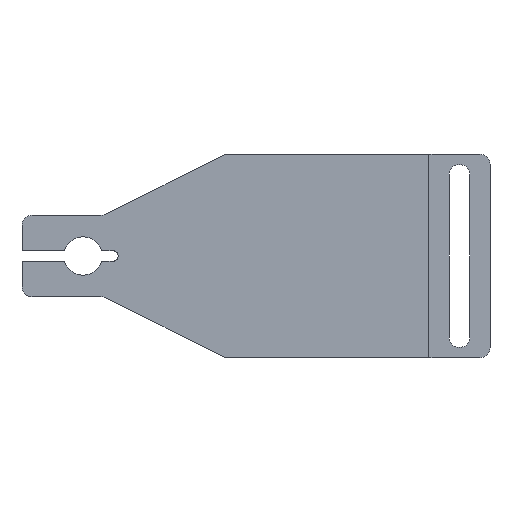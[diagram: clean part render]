
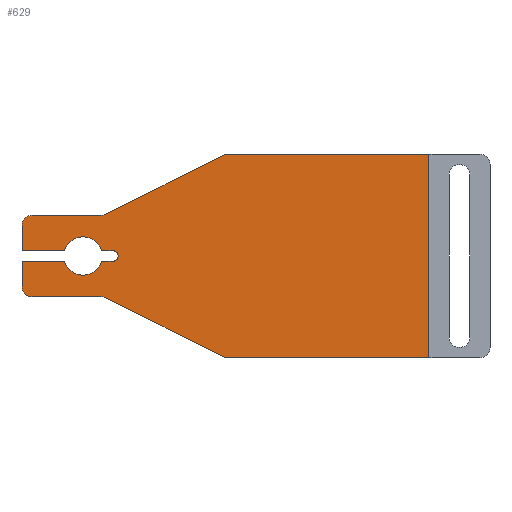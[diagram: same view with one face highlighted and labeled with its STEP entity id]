
A CAD part, front view. The second image highlights one B-rep face of the part: STEP entity #629.
In plain terms, the highlighted planar face has unit normal (0, -1, 0).
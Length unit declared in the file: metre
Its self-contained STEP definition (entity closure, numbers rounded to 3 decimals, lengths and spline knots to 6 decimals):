
#14=PLANE('',#688);
#32=CIRCLE('',#674,0.003175);
#44=CIRCLE('',#689,0.003175);
#45=CIRCLE('',#690,0.006);
#46=CIRCLE('',#691,0.001588);
#47=CIRCLE('',#692,0.006);
#48=CIRCLE('',#693,0.003175);
#49=CIRCLE('',#694,0.003175);
#97=ORIENTED_EDGE('',*,*,#278,.F.);
#98=ORIENTED_EDGE('',*,*,#279,.T.);
#99=ORIENTED_EDGE('',*,*,#280,.T.);
#100=ORIENTED_EDGE('',*,*,#281,.F.);
#101=ORIENTED_EDGE('',*,*,#282,.F.);
#102=ORIENTED_EDGE('',*,*,#283,.F.);
#103=ORIENTED_EDGE('',*,*,#284,.T.);
#104=ORIENTED_EDGE('',*,*,#285,.T.);
#105=ORIENTED_EDGE('',*,*,#286,.F.);
#106=ORIENTED_EDGE('',*,*,#287,.T.);
#107=ORIENTED_EDGE('',*,*,#252,.T.);
#108=ORIENTED_EDGE('',*,*,#248,.T.);
#109=ORIENTED_EDGE('',*,*,#288,.T.);
#110=ORIENTED_EDGE('',*,*,#289,.T.);
#111=ORIENTED_EDGE('',*,*,#290,.T.);
#112=ORIENTED_EDGE('',*,*,#291,.T.);
#113=ORIENTED_EDGE('',*,*,#292,.F.);
#114=ORIENTED_EDGE('',*,*,#293,.F.);
#115=ORIENTED_EDGE('',*,*,#294,.F.);
#116=ORIENTED_EDGE('',*,*,#295,.T.);
#248=EDGE_CURVE('',#341,#340,#32,.T.);
#252=EDGE_CURVE('',#344,#341,#404,.T.);
#278=EDGE_CURVE('',#368,#369,#420,.T.);
#279=EDGE_CURVE('',#368,#370,#44,.T.);
#280=EDGE_CURVE('',#370,#371,#421,.T.);
#281=EDGE_CURVE('',#372,#371,#422,.T.);
#282=EDGE_CURVE('',#373,#372,#45,.T.);
#283=EDGE_CURVE('',#374,#373,#423,.T.);
#284=EDGE_CURVE('',#374,#375,#46,.F.);
#285=EDGE_CURVE('',#375,#376,#424,.T.);
#286=EDGE_CURVE('',#377,#376,#47,.T.);
#287=EDGE_CURVE('',#377,#344,#425,.T.);
#288=EDGE_CURVE('',#340,#378,#426,.T.);
#289=EDGE_CURVE('',#378,#379,#48,.F.);
#290=EDGE_CURVE('',#379,#380,#427,.T.);
#291=EDGE_CURVE('',#380,#381,#428,.T.);
#292=EDGE_CURVE('',#382,#381,#429,.T.);
#293=EDGE_CURVE('',#383,#382,#430,.T.);
#294=EDGE_CURVE('',#384,#383,#431,.T.);
#295=EDGE_CURVE('',#384,#369,#49,.F.);
#340=VERTEX_POINT('',#940);
#341=VERTEX_POINT('',#942);
#344=VERTEX_POINT('',#950);
#368=VERTEX_POINT('',#1002);
#369=VERTEX_POINT('',#1003);
#370=VERTEX_POINT('',#1005);
#371=VERTEX_POINT('',#1007);
#372=VERTEX_POINT('',#1009);
#373=VERTEX_POINT('',#1011);
#374=VERTEX_POINT('',#1013);
#375=VERTEX_POINT('',#1015);
#376=VERTEX_POINT('',#1017);
#377=VERTEX_POINT('',#1019);
#378=VERTEX_POINT('',#1022);
#379=VERTEX_POINT('',#1024);
#380=VERTEX_POINT('',#1026);
#381=VERTEX_POINT('',#1028);
#382=VERTEX_POINT('',#1030);
#383=VERTEX_POINT('',#1032);
#384=VERTEX_POINT('',#1034);
#404=LINE('',#949,#467);
#420=LINE('',#1001,#483);
#421=LINE('',#1006,#484);
#422=LINE('',#1008,#485);
#423=LINE('',#1012,#486);
#424=LINE('',#1016,#487);
#425=LINE('',#1020,#488);
#426=LINE('',#1021,#489);
#427=LINE('',#1025,#490);
#428=LINE('',#1027,#491);
#429=LINE('',#1029,#492);
#430=LINE('',#1031,#493);
#431=LINE('',#1033,#494);
#467=VECTOR('',#749,1.);
#483=VECTOR('',#789,1.);
#484=VECTOR('',#792,1.);
#485=VECTOR('',#793,1.);
#486=VECTOR('',#796,1.);
#487=VECTOR('',#799,1.);
#488=VECTOR('',#802,1.);
#489=VECTOR('',#803,1.);
#490=VECTOR('',#806,1.);
#491=VECTOR('',#807,1.);
#492=VECTOR('',#808,1.);
#493=VECTOR('',#809,1.);
#494=VECTOR('',#810,1.);
#530=EDGE_LOOP('',(#97,#98,#99,#100,#101,#102,#103,#104,#105,#106,#107,
#108,#109,#110,#111,#112,#113,#114,#115,#116));
#573=FACE_BOUND('',#530,.T.);
#629=ADVANCED_FACE('',(#573),#14,.T.);
#674=AXIS2_PLACEMENT_3D('',#941,#741,#742);
#688=AXIS2_PLACEMENT_3D('',#1000,#787,#788);
#689=AXIS2_PLACEMENT_3D('',#1004,#790,#791);
#690=AXIS2_PLACEMENT_3D('',#1010,#794,#795);
#691=AXIS2_PLACEMENT_3D('',#1014,#797,#798);
#692=AXIS2_PLACEMENT_3D('',#1018,#800,#801);
#693=AXIS2_PLACEMENT_3D('',#1023,#804,#805);
#694=AXIS2_PLACEMENT_3D('',#1035,#811,#812);
#741=DIRECTION('',(0.,-1.,0.));
#742=DIRECTION('',(1.,0.,0.));
#749=DIRECTION('',(0.,0.,-1.));
#787=DIRECTION('',(0.,-1.,0.));
#788=DIRECTION('',(1.,0.,0.));
#789=DIRECTION('',(1.,0.,0.));
#790=DIRECTION('',(0.,-1.,0.));
#791=DIRECTION('',(1.,0.,0.));
#792=DIRECTION('',(0.,0.,-1.));
#793=DIRECTION('',(-1.,0.,0.));
#794=DIRECTION('',(0.,-1.,0.));
#795=DIRECTION('',(1.,0.,0.));
#796=DIRECTION('',(-1.,0.,0.));
#797=DIRECTION('',(0.,-1.,0.));
#798=DIRECTION('',(1.,0.,0.));
#799=DIRECTION('',(-1.,0.,0.));
#800=DIRECTION('',(0.,-1.,0.));
#801=DIRECTION('',(1.,0.,0.));
#802=DIRECTION('',(-1.,0.,0.));
#803=DIRECTION('',(1.,0.,0.));
#804=DIRECTION('',(0.,-1.,0.));
#805=DIRECTION('',(1.,0.,0.));
#806=DIRECTION('',(0.894,0.,-0.447));
#807=DIRECTION('',(1.,0.,0.));
#808=DIRECTION('',(0.,0.,-1.));
#809=DIRECTION('',(1.,0.,0.));
#810=DIRECTION('',(0.894,0.,0.447));
#811=DIRECTION('',(0.,-1.,0.));
#812=DIRECTION('',(1.,0.,0.));
#940=CARTESIAN_POINT('',(-0.13335,-0.0127,-0.0127));
#941=CARTESIAN_POINT('',(-0.13335,-0.0127,-0.009525));
#942=CARTESIAN_POINT('',(-0.136525,-0.0127,-0.009525));
#949=CARTESIAN_POINT('',(-0.136525,-0.0127,0.));
#950=CARTESIAN_POINT('',(-0.136525,-0.0127,-0.001587));
#1000=CARTESIAN_POINT('',(-0.136525,-0.0127,0.));
#1001=CARTESIAN_POINT('',(-0.123825,-0.0127,0.0127));
#1002=CARTESIAN_POINT('',(-0.13335,-0.0127,0.0127));
#1003=CARTESIAN_POINT('',(-0.111875,-0.0127,0.0127));
#1004=CARTESIAN_POINT('',(-0.13335,-0.0127,0.009525));
#1005=CARTESIAN_POINT('',(-0.136525,-0.0127,0.009525));
#1006=CARTESIAN_POINT('',(-0.136525,-0.0127,0.));
#1007=CARTESIAN_POINT('',(-0.136525,-0.0127,0.001588));
#1008=CARTESIAN_POINT('',(-0.136525,-0.0127,0.001588));
#1009=CARTESIAN_POINT('',(-0.123261,-0.0127,0.001588));
#1010=CARTESIAN_POINT('',(-0.117475,-0.0127,0.));
#1011=CARTESIAN_POINT('',(-0.111689,-0.0127,0.001588));
#1012=CARTESIAN_POINT('',(-0.136525,-0.0127,0.001588));
#1013=CARTESIAN_POINT('',(-0.108063,-0.0127,0.001588));
#1014=CARTESIAN_POINT('',(-0.108063,-0.0127,0.));
#1015=CARTESIAN_POINT('',(-0.108063,-0.0127,-0.001587));
#1016=CARTESIAN_POINT('',(-0.136525,-0.0127,-0.001587));
#1017=CARTESIAN_POINT('',(-0.111689,-0.0127,-0.001587));
#1018=CARTESIAN_POINT('',(-0.117475,-0.0127,0.));
#1019=CARTESIAN_POINT('',(-0.123261,-0.0127,-0.001587));
#1020=CARTESIAN_POINT('',(-0.136525,-0.0127,-0.001587));
#1021=CARTESIAN_POINT('',(-0.123825,-0.0127,-0.0127));
#1022=CARTESIAN_POINT('',(-0.111875,-0.0127,-0.0127));
#1023=CARTESIAN_POINT('',(-0.111875,-0.0127,-0.015875));
#1024=CARTESIAN_POINT('',(-0.110455,-0.0127,-0.013035));
#1025=CARTESIAN_POINT('',(-0.092075,-0.0127,-0.022225));
#1026=CARTESIAN_POINT('',(-0.073025,-0.0127,-0.03175));
#1027=CARTESIAN_POINT('',(-0.136525,-0.0127,-0.03175));
#1028=CARTESIAN_POINT('',(-0.009525,-0.0127,-0.03175));
#1029=CARTESIAN_POINT('',(-0.009525,-0.0127,0.));
#1030=CARTESIAN_POINT('',(-0.009525,-0.0127,0.03175));
#1031=CARTESIAN_POINT('',(-0.136525,-0.0127,0.03175));
#1032=CARTESIAN_POINT('',(-0.073025,-0.0127,0.03175));
#1033=CARTESIAN_POINT('',(-0.092075,-0.0127,0.022225));
#1034=CARTESIAN_POINT('',(-0.110455,-0.0127,0.013035));
#1035=CARTESIAN_POINT('',(-0.111875,-0.0127,0.015875));
